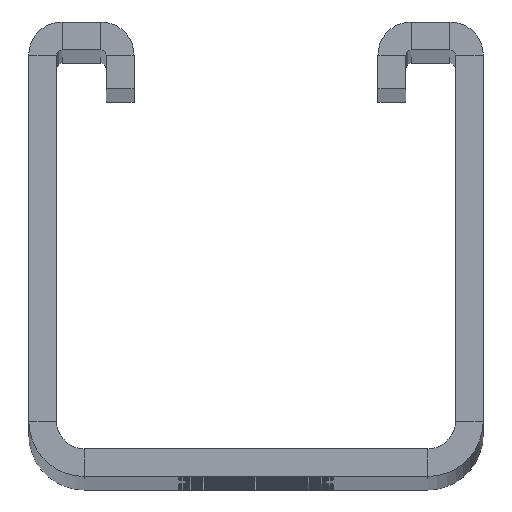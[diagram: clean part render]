
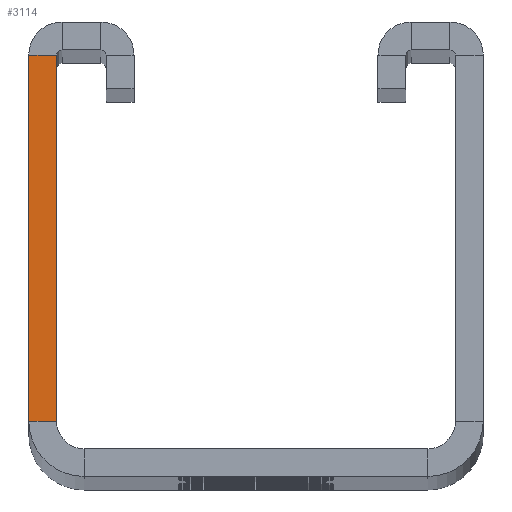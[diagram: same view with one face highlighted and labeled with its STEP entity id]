
A CAD part, top view. The second image highlights one B-rep face of the part: STEP entity #3114.
In plain terms, the highlighted planar face has unit normal (0, 0, 1).
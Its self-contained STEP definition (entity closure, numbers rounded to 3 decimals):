
#19 = VERTEX_POINT ( 'NONE', #3645 ) ;
#143 = VERTEX_POINT ( 'NONE', #3028 ) ;
#168 = AXIS2_PLACEMENT_3D ( 'NONE', #1722, #1821, #1654 ) ;
#177 = EDGE_CURVE ( 'NONE', #3737, #2705, #3479, .T. ) ;
#246 = ORIENTED_EDGE ( 'NONE', *, *, #1604, .T. ) ;
#272 = LINE ( 'NONE', #2123, #3082 ) ;
#303 = DIRECTION ( 'NONE',  ( 0., -1., 0. ) ) ;
#704 = DIRECTION ( 'NONE',  ( 0., -1., 0. ) ) ;
#878 = CARTESIAN_POINT ( 'NONE',  ( -20.5, 38., 700. ) ) ;
#915 = ORIENTED_EDGE ( 'NONE', *, *, #2998, .F. ) ;
#1160 = LINE ( 'NONE', #3084, #1941 ) ;
#1275 = DIRECTION ( 'NONE',  ( 1., 0., 0. ) ) ;
#1414 = LINE ( 'NONE', #2436, #2117 ) ;
#1521 = CARTESIAN_POINT ( 'NONE',  ( -20.5, 5., 700. ) ) ;
#1604 = EDGE_CURVE ( 'NONE', #143, #3737, #1160, .T. ) ;
#1650 = ORIENTED_EDGE ( 'NONE', *, *, #1934, .T. ) ;
#1654 = DIRECTION ( 'NONE',  ( 1., 0., 0. ) ) ;
#1702 = PLANE ( 'NONE',  #168 ) ;
#1722 = CARTESIAN_POINT ( 'NONE',  ( -15.5, 2.5, 700. ) ) ;
#1821 = DIRECTION ( 'NONE',  ( 0., 0., 1. ) ) ;
#1934 = EDGE_CURVE ( 'NONE', #2705, #19, #1414, .T. ) ;
#1941 = VECTOR ( 'NONE', #3140, 1000. ) ;
#1951 = VECTOR ( 'NONE', #704, 1000. ) ;
#2069 = ORIENTED_EDGE ( 'NONE', *, *, #177, .T. ) ;
#2117 = VECTOR ( 'NONE', #1275, 1000. ) ;
#2123 = CARTESIAN_POINT ( 'NONE',  ( -18., 5., 700. ) ) ;
#2436 = CARTESIAN_POINT ( 'NONE',  ( -20.5, 5., 700. ) ) ;
#2691 = CARTESIAN_POINT ( 'NONE',  ( -20.5, 5., 700. ) ) ;
#2705 = VERTEX_POINT ( 'NONE', #2691 ) ;
#2998 = EDGE_CURVE ( 'NONE', #143, #19, #272, .T. ) ;
#3028 = CARTESIAN_POINT ( 'NONE',  ( -18., 38., 700. ) ) ;
#3082 = VECTOR ( 'NONE', #303, 1000. ) ;
#3084 = CARTESIAN_POINT ( 'NONE',  ( -18., 38., 700. ) ) ;
#3114 = ADVANCED_FACE ( 'NONE', ( #3250 ), #1702, .T. ) ;
#3140 = DIRECTION ( 'NONE',  ( -1., 0., 0. ) ) ;
#3250 = FACE_OUTER_BOUND ( 'NONE', #3588, .T. ) ;
#3479 = LINE ( 'NONE', #1521, #1951 ) ;
#3588 = EDGE_LOOP ( 'NONE', ( #2069, #1650, #915, #246 ) ) ;
#3645 = CARTESIAN_POINT ( 'NONE',  ( -18., 5., 700. ) ) ;
#3737 = VERTEX_POINT ( 'NONE', #878 ) ;
